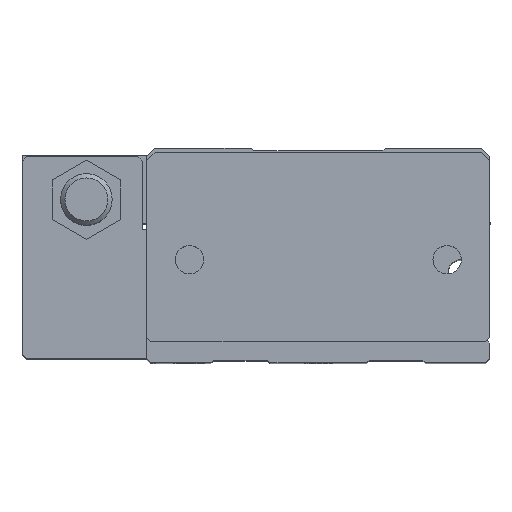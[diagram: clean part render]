
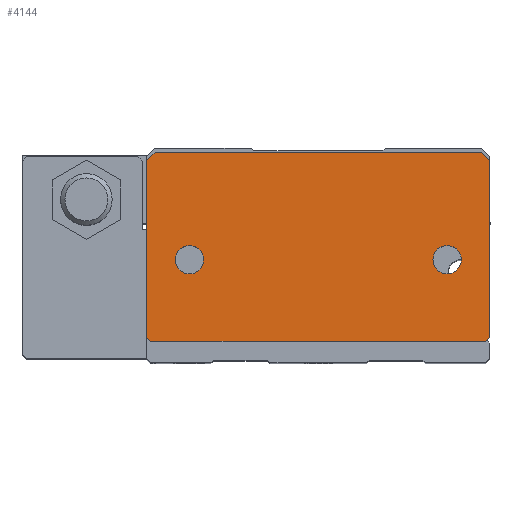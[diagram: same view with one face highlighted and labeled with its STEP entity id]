
A CAD part, top view. The second image highlights one B-rep face of the part: STEP entity #4144.
In plain terms, the highlighted planar face has unit normal (0, 0, 1).
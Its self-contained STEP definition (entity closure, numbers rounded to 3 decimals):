
#88=FACE_BOUND('',#560,.T.);
#89=FACE_BOUND('',#561,.T.);
#145=CIRCLE('',#4412,1.65);
#146=CIRCLE('',#4413,1.65);
#149=CIRCLE('',#4425,1.65);
#150=CIRCLE('',#4426,1.65);
#325=FACE_OUTER_BOUND('',#559,.T.);
#559=EDGE_LOOP('',(#3115,#3116,#3117,#3118,#3119,#3120,#3121,#3122,#3123,
#3124,#3125,#3126));
#560=EDGE_LOOP('',(#3127,#3128));
#561=EDGE_LOOP('',(#3129,#3130));
#855=LINE('',#6207,#1323);
#858=LINE('',#6212,#1326);
#862=LINE('',#6220,#1330);
#868=LINE('',#6237,#1336);
#870=LINE('',#6241,#1338);
#875=LINE('',#6255,#1343);
#878=LINE('',#6261,#1346);
#880=LINE('',#6264,#1348);
#888=LINE('',#6293,#1356);
#890=LINE('',#6297,#1358);
#892=LINE('',#6301,#1360);
#909=LINE('',#6359,#1377);
#1323=VECTOR('',#4962,1000.);
#1326=VECTOR('',#4967,1000.);
#1330=VECTOR('',#4975,1000.);
#1336=VECTOR('',#4993,1000.);
#1338=VECTOR('',#4997,1000.);
#1343=VECTOR('',#5010,1000.);
#1346=VECTOR('',#5017,1000.);
#1348=VECTOR('',#5021,1000.);
#1356=VECTOR('',#5059,1000.);
#1358=VECTOR('',#5063,1000.);
#1360=VECTOR('',#5067,1000.);
#1377=VECTOR('',#5138,1000.);
#1785=VERTEX_POINT('',#6204);
#1786=VERTEX_POINT('',#6206);
#1787=VERTEX_POINT('',#6210);
#1789=VERTEX_POINT('',#6218);
#1792=VERTEX_POINT('',#6230);
#1793=VERTEX_POINT('',#6232);
#1794=VERTEX_POINT('',#6236);
#1795=VERTEX_POINT('',#6240);
#1799=VERTEX_POINT('',#6252);
#1800=VERTEX_POINT('',#6254);
#1801=VERTEX_POINT('',#6260);
#1803=VERTEX_POINT('',#6270);
#1804=VERTEX_POINT('',#6272);
#1807=VERTEX_POINT('',#6292);
#1808=VERTEX_POINT('',#6296);
#1809=VERTEX_POINT('',#6300);
#2238=EDGE_CURVE('',#1785,#1786,#855,.T.);
#2241=EDGE_CURVE('',#1786,#1787,#858,.T.);
#2245=EDGE_CURVE('',#1785,#1789,#862,.T.);
#2251=EDGE_CURVE('',#1792,#1793,#145,.T.);
#2252=EDGE_CURVE('',#1793,#1792,#146,.T.);
#2253=EDGE_CURVE('',#1789,#1794,#868,.T.);
#2255=EDGE_CURVE('',#1794,#1795,#870,.T.);
#2262=EDGE_CURVE('',#1799,#1800,#875,.T.);
#2265=EDGE_CURVE('',#1795,#1801,#878,.T.);
#2267=EDGE_CURVE('',#1800,#1801,#880,.T.);
#2271=EDGE_CURVE('',#1803,#1804,#149,.T.);
#2272=EDGE_CURVE('',#1804,#1803,#150,.T.);
#2279=EDGE_CURVE('',#1807,#1787,#888,.T.);
#2281=EDGE_CURVE('',#1808,#1807,#890,.T.);
#2283=EDGE_CURVE('',#1809,#1808,#892,.T.);
#2312=EDGE_CURVE('',#1799,#1809,#909,.T.);
#3115=ORIENTED_EDGE('',*,*,#2267,.F.);
#3116=ORIENTED_EDGE('',*,*,#2262,.F.);
#3117=ORIENTED_EDGE('',*,*,#2312,.T.);
#3118=ORIENTED_EDGE('',*,*,#2283,.T.);
#3119=ORIENTED_EDGE('',*,*,#2281,.T.);
#3120=ORIENTED_EDGE('',*,*,#2279,.T.);
#3121=ORIENTED_EDGE('',*,*,#2241,.F.);
#3122=ORIENTED_EDGE('',*,*,#2238,.F.);
#3123=ORIENTED_EDGE('',*,*,#2245,.T.);
#3124=ORIENTED_EDGE('',*,*,#2253,.T.);
#3125=ORIENTED_EDGE('',*,*,#2255,.T.);
#3126=ORIENTED_EDGE('',*,*,#2265,.T.);
#3127=ORIENTED_EDGE('',*,*,#2252,.F.);
#3128=ORIENTED_EDGE('',*,*,#2251,.F.);
#3129=ORIENTED_EDGE('',*,*,#2272,.F.);
#3130=ORIENTED_EDGE('',*,*,#2271,.F.);
#3957=PLANE('',#4466);
#4144=ADVANCED_FACE('',(#325,#88,#89),#3957,.T.);
#4412=AXIS2_PLACEMENT_3D('',#6233,#4987,#4988);
#4413=AXIS2_PLACEMENT_3D('',#6234,#4989,#4990);
#4425=AXIS2_PLACEMENT_3D('',#6273,#5029,#5030);
#4426=AXIS2_PLACEMENT_3D('',#6274,#5031,#5032);
#4466=AXIS2_PLACEMENT_3D('',#6358,#5136,#5137);
#4962=DIRECTION('',(0.,1.,0.));
#4967=DIRECTION('',(-1.,0.,0.));
#4975=DIRECTION('',(-1.,0.,0.));
#4987=DIRECTION('center_axis',(0.,0.,1.));
#4988=DIRECTION('ref_axis',(1.,0.,0.));
#4989=DIRECTION('center_axis',(0.,0.,1.));
#4990=DIRECTION('ref_axis',(1.,0.,0.));
#4993=DIRECTION('',(0.707,-0.707,0.));
#4997=DIRECTION('',(1.,0.,0.));
#5010=DIRECTION('',(0.,-1.,0.));
#5017=DIRECTION('',(0.707,0.707,0.));
#5021=DIRECTION('',(1.,0.,0.));
#5029=DIRECTION('center_axis',(0.,0.,1.));
#5030=DIRECTION('ref_axis',(1.,0.,0.));
#5031=DIRECTION('center_axis',(0.,0.,1.));
#5032=DIRECTION('ref_axis',(1.,0.,0.));
#5059=DIRECTION('',(-0.707,-0.707,0.));
#5063=DIRECTION('',(-1.,0.,0.));
#5067=DIRECTION('',(-0.707,0.707,0.));
#5136=DIRECTION('center_axis',(0.,0.,1.));
#5137=DIRECTION('ref_axis',(1.,0.,0.));
#5138=DIRECTION('',(1.,0.,0.));
#6204=CARTESIAN_POINT('',(-19.999,0.5,0.));
#6206=CARTESIAN_POINT('',(-19.999,21.,0.));
#6207=CARTESIAN_POINT('',(-19.999,21.,0.));
#6210=CARTESIAN_POINT('',(-20.,21.,0.));
#6212=CARTESIAN_POINT('',(-19.999,21.,0.));
#6218=CARTESIAN_POINT('',(-20.,0.5,0.));
#6220=CARTESIAN_POINT('',(-19.999,0.5,0.));
#6230=CARTESIAN_POINT('',(-16.65,9.5,0.));
#6232=CARTESIAN_POINT('',(-13.35,9.5,0.));
#6233=CARTESIAN_POINT('Origin',(-15.,9.5,0.));
#6234=CARTESIAN_POINT('Origin',(-15.,9.5,0.));
#6236=CARTESIAN_POINT('',(-19.5,0.,0.));
#6237=CARTESIAN_POINT('',(-20.,0.5,0.));
#6240=CARTESIAN_POINT('',(19.5,0.,0.));
#6241=CARTESIAN_POINT('',(-19.5,0.,0.));
#6252=CARTESIAN_POINT('',(19.999,21.,0.));
#6254=CARTESIAN_POINT('',(19.999,0.5,0.));
#6255=CARTESIAN_POINT('',(19.999,21.,0.));
#6260=CARTESIAN_POINT('',(20.,0.5,0.));
#6261=CARTESIAN_POINT('',(19.5,0.,0.));
#6264=CARTESIAN_POINT('',(19.999,0.5,0.));
#6270=CARTESIAN_POINT('',(13.35,9.5,0.));
#6272=CARTESIAN_POINT('',(16.65,9.5,0.));
#6273=CARTESIAN_POINT('Origin',(15.,9.5,0.));
#6274=CARTESIAN_POINT('Origin',(15.,9.5,0.));
#6292=CARTESIAN_POINT('',(-19.,22.,0.));
#6293=CARTESIAN_POINT('',(-20.,21.,0.));
#6296=CARTESIAN_POINT('',(19.,22.,0.));
#6297=CARTESIAN_POINT('',(19.,22.,0.));
#6300=CARTESIAN_POINT('',(20.,21.,0.));
#6301=CARTESIAN_POINT('',(19.,22.,0.));
#6358=CARTESIAN_POINT('Origin',(-30.25,10.75,0.));
#6359=CARTESIAN_POINT('',(19.999,21.,0.));
